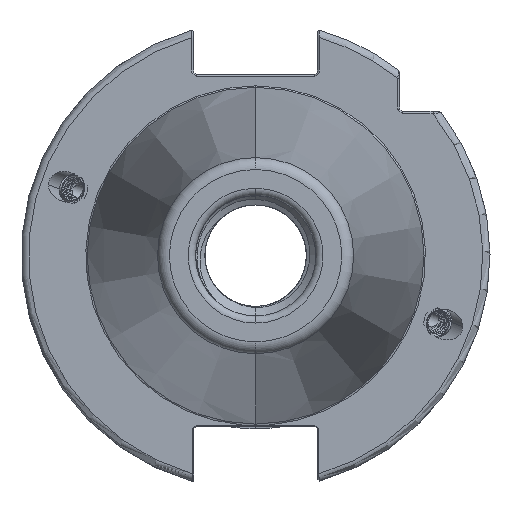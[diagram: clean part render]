
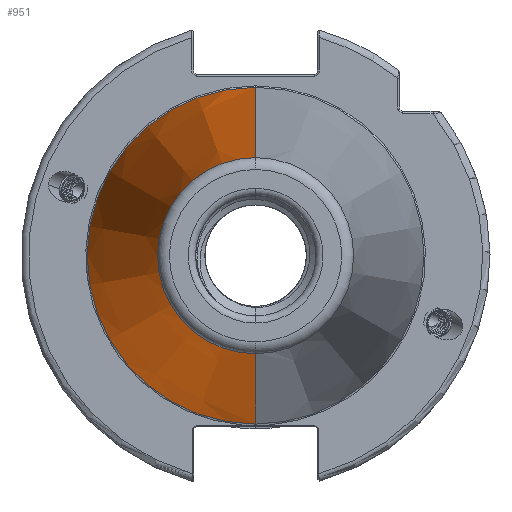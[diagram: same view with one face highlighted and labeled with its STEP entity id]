
A CAD part, left-side view. The second image highlights one B-rep face of the part: STEP entity #951.
In plain terms, the highlighted conical face has half-angle 8.297 degrees and reference radius 35.392 mm.
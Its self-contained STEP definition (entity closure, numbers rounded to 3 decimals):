
#951 = ADVANCED_FACE ( 'NONE', ( #1916 ), #1907, .T. ) ;
#1207 = ORIENTED_EDGE ( 'NONE', *, *, #7633, .T. ) ;
#1212 = ORIENTED_EDGE ( 'NONE', *, *, #7893, .T. ) ;
#1227 = ORIENTED_EDGE ( 'NONE', *, *, #7743, .F. ) ;
#1239 = ORIENTED_EDGE ( 'NONE', *, *, #7748, .F. ) ;
#1907 = CONICAL_SURFACE ( 'NONE', #9808, 35.392, 0.145 ) ;
#1916 = FACE_OUTER_BOUND ( 'NONE', #9041, .T. ) ;
#2640 = CIRCLE ( 'NONE', #10132, 20.399 ) ;
#2685 = CIRCLE ( 'NONE', #10187, 35.027 ) ;
#2698 = VECTOR ( 'NONE', #18398, 1000. ) ;
#2717 = LINE ( 'NONE', #18390, #2698 ) ;
#2745 = LINE ( 'NONE', #18183, #2766 ) ;
#2766 = VECTOR ( 'NONE', #18177, 1000. ) ;
#2782 = CIRCLE ( 'NONE', #10272, 35.027 ) ;
#2943 = ORIENTED_EDGE ( 'NONE', *, *, #7951, .F. ) ;
#7633 = EDGE_CURVE ( 'NONE', #16580, #16586, #2640, .T. ) ;
#7743 = EDGE_CURVE ( 'NONE', #16580, #16606, #2717, .T. ) ;
#7748 = EDGE_CURVE ( 'NONE', #16606, #16581, #2685, .T. ) ;
#7893 = EDGE_CURVE ( 'NONE', #16586, #16616, #2745, .T. ) ;
#7951 = EDGE_CURVE ( 'NONE', #16581, #16616, #2782, .T. ) ;
#9041 = EDGE_LOOP ( 'NONE', ( #1207, #1212, #2943, #1239, #1227 ) ) ;
#9808 = AXIS2_PLACEMENT_3D ( 'NONE', #41259, #41250, #41242 ) ;
#10132 = AXIS2_PLACEMENT_3D ( 'NONE', #12144, #12145, #12215 ) ;
#10187 = AXIS2_PLACEMENT_3D ( 'NONE', #18465, #18440, #18432 ) ;
#10272 = AXIS2_PLACEMENT_3D ( 'NONE', #18307, #18314, #18276 ) ;
#12144 = CARTESIAN_POINT ( 'NONE',  ( -102.811, 0., 0. ) ) ;
#12145 = DIRECTION ( 'NONE',  ( 1., 0., 0. ) ) ;
#12215 = DIRECTION ( 'NONE',  ( 0., 0., 1. ) ) ;
#16580 = VERTEX_POINT ( 'NONE', #32298 ) ;
#16581 = VERTEX_POINT ( 'NONE', #32360 ) ;
#16586 = VERTEX_POINT ( 'NONE', #32410 ) ;
#16606 = VERTEX_POINT ( 'NONE', #32342 ) ;
#16616 = VERTEX_POINT ( 'NONE', #32300 ) ;
#18177 = DIRECTION ( 'NONE',  ( 0.99, 0., 0.144 ) ) ;
#18183 = CARTESIAN_POINT ( 'NONE',  ( 0., 0., 35.392 ) ) ;
#18276 = DIRECTION ( 'NONE',  ( 0., 1., 0. ) ) ;
#18307 = CARTESIAN_POINT ( 'NONE',  ( -2.5, 0., 0. ) ) ;
#18314 = DIRECTION ( 'NONE',  ( 1., 0., 0. ) ) ;
#18390 = CARTESIAN_POINT ( 'NONE',  ( 0., 0., -35.392 ) ) ;
#18398 = DIRECTION ( 'NONE',  ( 0.99, 0., -0.144 ) ) ;
#18432 = DIRECTION ( 'NONE',  ( 0., 1., 0. ) ) ;
#18440 = DIRECTION ( 'NONE',  ( 1., 0., 0. ) ) ;
#18465 = CARTESIAN_POINT ( 'NONE',  ( -2.5, 0., 0. ) ) ;
#32298 = CARTESIAN_POINT ( 'NONE',  ( -102.811, 0., -20.399 ) ) ;
#32300 = CARTESIAN_POINT ( 'NONE',  ( -2.5, 0., 35.027 ) ) ;
#32342 = CARTESIAN_POINT ( 'NONE',  ( -2.5, 0., -35.027 ) ) ;
#32360 = CARTESIAN_POINT ( 'NONE',  ( -2.5, 35.027, 0. ) ) ;
#32410 = CARTESIAN_POINT ( 'NONE',  ( -102.811, 0., 20.399 ) ) ;
#41242 = DIRECTION ( 'NONE',  ( 0., 0., -1. ) ) ;
#41250 = DIRECTION ( 'NONE',  ( 1., 0., 0. ) ) ;
#41259 = CARTESIAN_POINT ( 'NONE',  ( 0., 0., 0. ) ) ;
